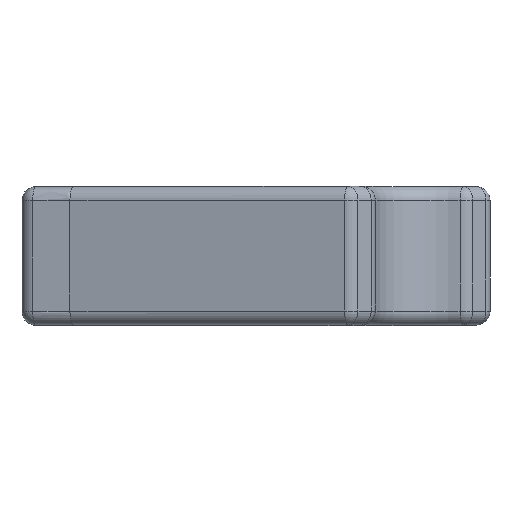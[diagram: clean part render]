
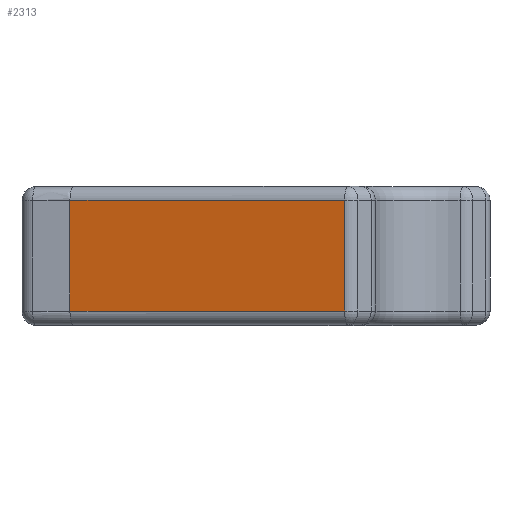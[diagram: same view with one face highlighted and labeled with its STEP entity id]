
A CAD part, top view. The second image highlights one B-rep face of the part: STEP entity #2313.
In plain terms, the highlighted planar face has unit normal (-0.259, 0, 0.966).
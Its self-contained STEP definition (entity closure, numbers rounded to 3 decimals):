
#256=PLANE('',#2622);
#388=FACE_OUTER_BOUND('',#548,.T.);
#548=EDGE_LOOP('',(#2090,#2091,#2092,#2093));
#599=LINE('',#3582,#758);
#703=LINE('',#4161,#862);
#714=LINE('',#4206,#873);
#722=LINE('',#4245,#881);
#758=VECTOR('',#2744,10.);
#862=VECTOR('',#3248,10.);
#873=VECTOR('',#3303,10.);
#881=VECTOR('',#3369,10.);
#959=VERTEX_POINT('',#3579);
#960=VERTEX_POINT('',#3581);
#1103=VERTEX_POINT('',#4157);
#1115=VERTEX_POINT('',#4205);
#1179=EDGE_CURVE('',#959,#960,#599,.T.);
#1407=EDGE_CURVE('',#1103,#959,#703,.T.);
#1429=EDGE_CURVE('',#960,#1115,#714,.T.);
#1449=EDGE_CURVE('',#1115,#1103,#722,.T.);
#2090=ORIENTED_EDGE('',*,*,#1449,.F.);
#2091=ORIENTED_EDGE('',*,*,#1429,.F.);
#2092=ORIENTED_EDGE('',*,*,#1179,.F.);
#2093=ORIENTED_EDGE('',*,*,#1407,.F.);
#2313=ADVANCED_FACE('',(#388),#256,.T.);
#2622=AXIS2_PLACEMENT_3D('',#4246,#3370,#3371);
#2744=DIRECTION('',(0.,1.,0.));
#3248=DIRECTION('',(-0.966,0.,-0.259));
#3303=DIRECTION('',(0.966,0.,0.259));
#3369=DIRECTION('',(0.,-1.,0.));
#3370=DIRECTION('center_axis',(-0.259,0.,
0.966));
#3371=DIRECTION('ref_axis',(-0.966,0.,-0.259));
#3579=CARTESIAN_POINT('',(-22.422,33.,-6.217));
#3581=CARTESIAN_POINT('',(-22.422,57.,-6.217));
#3582=CARTESIAN_POINT('',(-22.422,60.,-6.217));
#4157=CARTESIAN_POINT('',(37.061,33.,9.722));
#4161=CARTESIAN_POINT('',(31.512,33.,8.235));
#4205=CARTESIAN_POINT('',(37.061,57.,9.722));
#4206=CARTESIAN_POINT('',(46.793,57.,12.33));
#4245=CARTESIAN_POINT('',(37.061,60.,9.722));
#4246=CARTESIAN_POINT('Origin',(38.734,60.,10.17));
